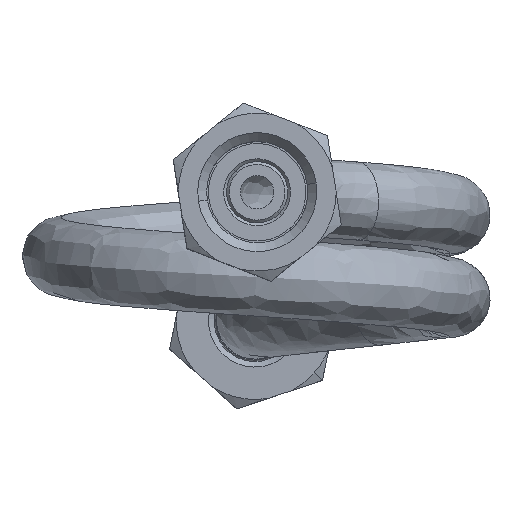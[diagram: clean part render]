
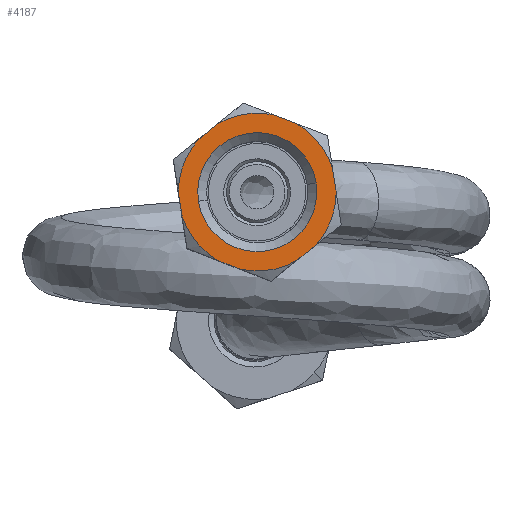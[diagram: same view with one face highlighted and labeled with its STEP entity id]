
A CAD part, top view. The second image highlights one B-rep face of the part: STEP entity #4187.
In plain terms, the highlighted planar face has unit normal (0.001, 0, 1).
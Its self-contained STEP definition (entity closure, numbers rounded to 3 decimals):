
#95 = DIRECTION ( 'NONE',  ( 1., 0., 0. ) ) ;
#128 = VERTEX_POINT ( 'NONE', #8799 ) ;
#173 = ORIENTED_EDGE ( 'NONE', *, *, #7904, .T. ) ;
#245 = CARTESIAN_POINT ( 'NONE',  ( 8.872, -11.044, 25. ) ) ;
#323 = DIRECTION ( 'NONE',  ( 1., 0., 0. ) ) ;
#370 = CARTESIAN_POINT ( 'NONE',  ( -10.68, 0., 25. ) ) ;
#377 = VECTOR ( 'NONE', #5621, 1000. ) ;
#542 = VECTOR ( 'NONE', #9143, 1000. ) ;
#646 = FACE_OUTER_BOUND ( 'NONE', #4397, .T. ) ;
#676 = CARTESIAN_POINT ( 'NONE',  ( 8.872, 11.044, 25. ) ) ;
#700 = EDGE_CURVE ( 'NONE', #8840, #9189, #3657, .T. ) ;
#745 = CARTESIAN_POINT ( 'NONE',  ( -5.128, 13.205, 25. ) ) ;
#804 = AXIS2_PLACEMENT_3D ( 'NONE', #1052, #2832, #95 ) ;
#827 = DIRECTION ( 'NONE',  ( 0., 0., -1. ) ) ;
#847 = ORIENTED_EDGE ( 'NONE', *, *, #9225, .T. ) ;
#941 = LINE ( 'NONE', #7487, #377 ) ;
#962 = DIRECTION ( 'NONE',  ( 1., 0., 0. ) ) ;
#1045 = AXIS2_PLACEMENT_3D ( 'NONE', #5463, #9838, #962 ) ;
#1052 = CARTESIAN_POINT ( 'NONE',  ( 0., 0., 25. ) ) ;
#1380 = CIRCLE ( 'NONE', #1045, 10.68 ) ;
#1502 = LINE ( 'NONE', #9021, #1918 ) ;
#1564 = CARTESIAN_POINT ( 'NONE',  ( 0., -16.166, 25. ) ) ;
#1630 = CARTESIAN_POINT ( 'NONE',  ( 5.128, -13.205, 25. ) ) ;
#1690 = ORIENTED_EDGE ( 'NONE', *, *, #3730, .T. ) ;
#1877 = ORIENTED_EDGE ( 'NONE', *, *, #8555, .F. ) ;
#1918 = VECTOR ( 'NONE', #2781, 1000. ) ;
#1943 = VERTEX_POINT ( 'NONE', #6896 ) ;
#1951 = CARTESIAN_POINT ( 'NONE',  ( -8.872, -11.044, 25. ) ) ;
#1975 = ORIENTED_EDGE ( 'NONE', *, *, #4332, .T. ) ;
#2002 = VERTEX_POINT ( 'NONE', #1951 ) ;
#2070 = EDGE_CURVE ( 'NONE', #6453, #128, #10087, .T. ) ;
#2211 = EDGE_CURVE ( 'NONE', #2002, #9189, #4322, .T. ) ;
#2307 = CARTESIAN_POINT ( 'NONE',  ( 14., -2.161, 25. ) ) ;
#2377 = ORIENTED_EDGE ( 'NONE', *, *, #3669, .T. ) ;
#2494 = VECTOR ( 'NONE', #3729, 1000. ) ;
#2605 = DIRECTION ( 'NONE',  ( -1., 0., 0. ) ) ;
#2705 = AXIS2_PLACEMENT_3D ( 'NONE', #6232, #7988, #8231 ) ;
#2729 = ORIENTED_EDGE ( 'NONE', *, *, #7927, .T. ) ;
#2772 = DIRECTION ( 'NONE',  ( 0., 0., -1. ) ) ;
#2781 = DIRECTION ( 'NONE',  ( 0., 1., 0. ) ) ;
#2832 = DIRECTION ( 'NONE',  ( 0., 0., -1. ) ) ;
#2865 = VERTEX_POINT ( 'NONE', #7593 ) ;
#2911 = DIRECTION ( 'NONE',  ( 0., 0., 1. ) ) ;
#2939 = DIRECTION ( 'NONE',  ( 0., 0., -1. ) ) ;
#3004 = ORIENTED_EDGE ( 'NONE', *, *, #3188, .T. ) ;
#3188 = EDGE_CURVE ( 'NONE', #6630, #2865, #941, .T. ) ;
#3275 = VERTEX_POINT ( 'NONE', #245 ) ;
#3562 = CARTESIAN_POINT ( 'NONE',  ( 0., 0., 25. ) ) ;
#3657 = LINE ( 'NONE', #7427, #542 ) ;
#3669 = EDGE_CURVE ( 'NONE', #2002, #128, #8852, .T. ) ;
#3695 = AXIS2_PLACEMENT_3D ( 'NONE', #10052, #2939, #6529 ) ;
#3712 = CIRCLE ( 'NONE', #3695, 14.166 ) ;
#3729 = DIRECTION ( 'NONE',  ( -0.866, 0.5, 0. ) ) ;
#3730 = EDGE_CURVE ( 'NONE', #6414, #9523, #7132, .T. ) ;
#4015 = LINE ( 'NONE', #1564, #8528 ) ;
#4062 = ORIENTED_EDGE ( 'NONE', *, *, #2070, .F. ) ;
#4099 = EDGE_CURVE ( 'NONE', #6630, #9523, #9116, .T. ) ;
#4187 = ADVANCED_FACE ( 'NONE', ( #646, #6150 ), #9144, .T. ) ;
#4322 = CIRCLE ( 'NONE', #9992, 14.166 ) ;
#4332 = EDGE_CURVE ( 'NONE', #10620, #7629, #5298, .T. ) ;
#4397 = EDGE_LOOP ( 'NONE', ( #5401, #2729, #1877, #1690, #7340, #3004, #4694, #9185, #10735, #2377, #4062, #847 ) ) ;
#4449 = CIRCLE ( 'NONE', #8603, 14.166 ) ;
#4498 = AXIS2_PLACEMENT_3D ( 'NONE', #4623, #2772, #6294 ) ;
#4602 = CARTESIAN_POINT ( 'NONE',  ( 0., 0., 25. ) ) ;
#4623 = CARTESIAN_POINT ( 'NONE',  ( 0., 0., 25. ) ) ;
#4644 = CARTESIAN_POINT ( 'NONE',  ( 14., 8.083, 25. ) ) ;
#4694 = ORIENTED_EDGE ( 'NONE', *, *, #5166, .F. ) ;
#4838 = CARTESIAN_POINT ( 'NONE',  ( -14., 2.161, 25. ) ) ;
#5166 = EDGE_CURVE ( 'NONE', #8840, #2865, #4449, .T. ) ;
#5298 = CIRCLE ( 'NONE', #8517, 10.68 ) ;
#5401 = ORIENTED_EDGE ( 'NONE', *, *, #8154, .F. ) ;
#5463 = CARTESIAN_POINT ( 'NONE',  ( 0., 0., 25. ) ) ;
#5526 = DIRECTION ( 'NONE',  ( 0., 0., -1. ) ) ;
#5621 = DIRECTION ( 'NONE',  ( -0.866, -0.5, 0. ) ) ;
#5667 = EDGE_LOOP ( 'NONE', ( #173, #1975 ) ) ;
#6150 = FACE_BOUND ( 'NONE', #5667, .T. ) ;
#6232 = CARTESIAN_POINT ( 'NONE',  ( 0., 0., 25. ) ) ;
#6294 = DIRECTION ( 'NONE',  ( 1., 0., 0. ) ) ;
#6395 = CARTESIAN_POINT ( 'NONE',  ( 5.128, 13.205, 25. ) ) ;
#6414 = VERTEX_POINT ( 'NONE', #676 ) ;
#6453 = VERTEX_POINT ( 'NONE', #1630 ) ;
#6529 = DIRECTION ( 'NONE',  ( 1., 0., 0. ) ) ;
#6579 = DIRECTION ( 'NONE',  ( 1., 0., 0. ) ) ;
#6630 = VERTEX_POINT ( 'NONE', #745 ) ;
#6696 = CIRCLE ( 'NONE', #2705, 14.166 ) ;
#6896 = CARTESIAN_POINT ( 'NONE',  ( 14., 2.161, 25. ) ) ;
#7060 = CARTESIAN_POINT ( 'NONE',  ( -14., -2.161, 25. ) ) ;
#7132 = LINE ( 'NONE', #9132, #2494 ) ;
#7217 = DIRECTION ( 'NONE',  ( 0.866, -0.5, 0. ) ) ;
#7340 = ORIENTED_EDGE ( 'NONE', *, *, #4099, .F. ) ;
#7427 = CARTESIAN_POINT ( 'NONE',  ( -14., 8.083, 25. ) ) ;
#7487 = CARTESIAN_POINT ( 'NONE',  ( 0., 16.166, 25. ) ) ;
#7593 = CARTESIAN_POINT ( 'NONE',  ( -8.872, 11.044, 25. ) ) ;
#7629 = VERTEX_POINT ( 'NONE', #8592 ) ;
#7851 = DIRECTION ( 'NONE',  ( 0.866, 0.5, 0. ) ) ;
#7904 = EDGE_CURVE ( 'NONE', #7629, #10620, #1380, .T. ) ;
#7927 = EDGE_CURVE ( 'NONE', #10824, #1943, #1502, .T. ) ;
#7988 = DIRECTION ( 'NONE',  ( 0., 0., -1. ) ) ;
#8154 = EDGE_CURVE ( 'NONE', #10824, #3275, #3712, .T. ) ;
#8200 = CARTESIAN_POINT ( 'NONE',  ( 0., 0., 25. ) ) ;
#8231 = DIRECTION ( 'NONE',  ( 1., 0., 0. ) ) ;
#8281 = AXIS2_PLACEMENT_3D ( 'NONE', #4644, #2911, #6579 ) ;
#8305 = DIRECTION ( 'NONE',  ( 1., 0., 0. ) ) ;
#8517 = AXIS2_PLACEMENT_3D ( 'NONE', #4602, #10964, #8305 ) ;
#8528 = VECTOR ( 'NONE', #7851, 1000. ) ;
#8555 = EDGE_CURVE ( 'NONE', #6414, #1943, #6696, .T. ) ;
#8592 = CARTESIAN_POINT ( 'NONE',  ( 10.68, 0., 25. ) ) ;
#8603 = AXIS2_PLACEMENT_3D ( 'NONE', #3562, #827, #2605 ) ;
#8799 = CARTESIAN_POINT ( 'NONE',  ( -5.128, -13.205, 25. ) ) ;
#8840 = VERTEX_POINT ( 'NONE', #4838 ) ;
#8852 = LINE ( 'NONE', #10792, #11363 ) ;
#9021 = CARTESIAN_POINT ( 'NONE',  ( 14., -8.083, 25. ) ) ;
#9116 = CIRCLE ( 'NONE', #804, 14.166 ) ;
#9132 = CARTESIAN_POINT ( 'NONE',  ( 14., 8.083, 25. ) ) ;
#9143 = DIRECTION ( 'NONE',  ( 0., -1., 0. ) ) ;
#9144 = PLANE ( 'NONE',  #8281 ) ;
#9185 = ORIENTED_EDGE ( 'NONE', *, *, #700, .T. ) ;
#9189 = VERTEX_POINT ( 'NONE', #7060 ) ;
#9225 = EDGE_CURVE ( 'NONE', #6453, #3275, #4015, .T. ) ;
#9523 = VERTEX_POINT ( 'NONE', #6395 ) ;
#9838 = DIRECTION ( 'NONE',  ( 0., 0., -1. ) ) ;
#9992 = AXIS2_PLACEMENT_3D ( 'NONE', #8200, #5526, #323 ) ;
#10052 = CARTESIAN_POINT ( 'NONE',  ( 0., 0., 25. ) ) ;
#10087 = CIRCLE ( 'NONE', #4498, 14.166 ) ;
#10620 = VERTEX_POINT ( 'NONE', #370 ) ;
#10735 = ORIENTED_EDGE ( 'NONE', *, *, #2211, .F. ) ;
#10792 = CARTESIAN_POINT ( 'NONE',  ( -14., -8.083, 25. ) ) ;
#10824 = VERTEX_POINT ( 'NONE', #2307 ) ;
#10964 = DIRECTION ( 'NONE',  ( 0., 0., -1. ) ) ;
#11363 = VECTOR ( 'NONE', #7217, 1000. ) ;
